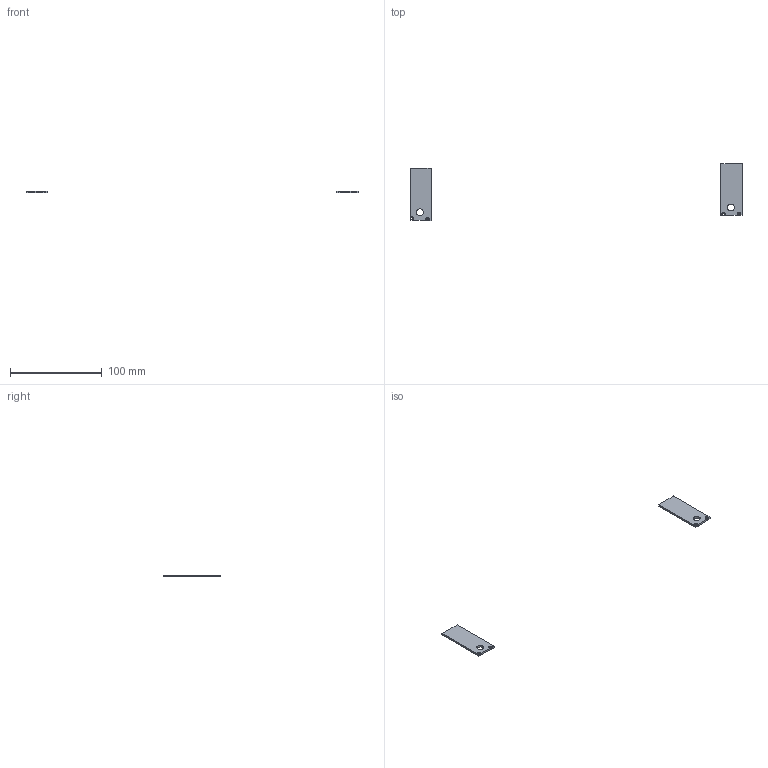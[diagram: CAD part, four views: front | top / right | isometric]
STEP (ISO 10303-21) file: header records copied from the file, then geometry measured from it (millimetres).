
FILE_DESCRIPTION(('HOOPS Exchange Step'),'2;1');
FILE_NAME('temp_export','2023-08-24T00:12:46-21:00',('Luerl'),('Shapr3D Limited'),'HOOPS Exchange 2023.2','Shapr3D','Authorized');
FILE_SCHEMA( ('AUTOMOTIVE_DESIGN { 1 0 10303 214 1 1 1 1 }') );
Length unit declared in the file: millimetre
Products named in the file (2): temp_import; root
Assembly tree (1 placements, depth 2):
  root
    temp_import
Bounding box: 362.24 x 62.94 x 2 mm (x, y, z)
Volume: 4994.8 mm3; surface area: 5898.4 mm2
Topology: 6 solids, 6 shells, 54 faces, 138 edges, 96 vertices
Faces by surface type: plane 32, cylinder 22
Full cylindrical faces by diameter (mm): 2.2 x4, 7.5 x2
Entity records: 1736 total; most frequent: DIRECTION 306, CARTESIAN_POINT 290, ORIENTED_EDGE 276, EDGE_CURVE 138, AXIS2_PLACEMENT_3D 112, VERTEX_POINT 96, VECTOR 82, LINE 82
